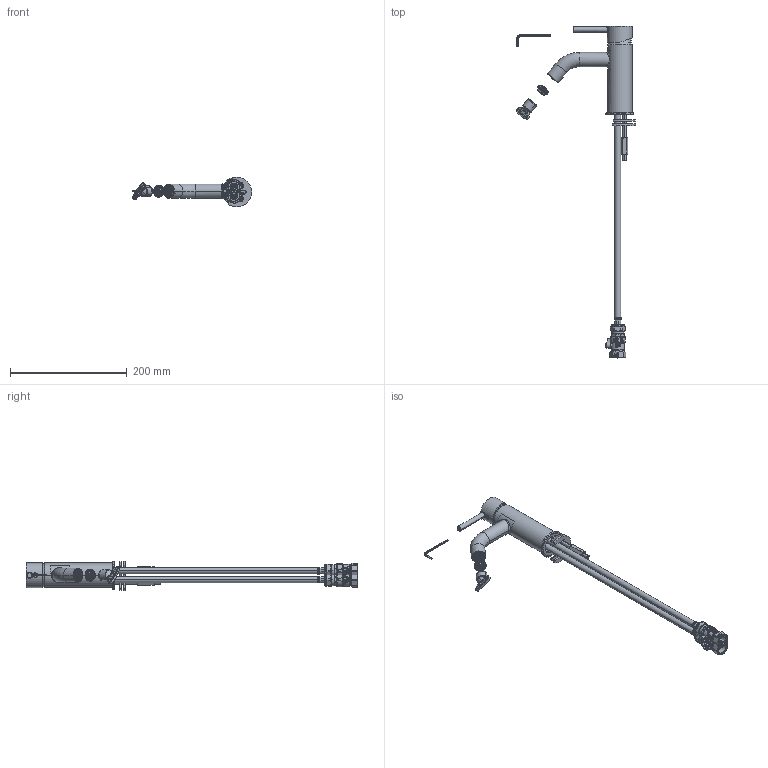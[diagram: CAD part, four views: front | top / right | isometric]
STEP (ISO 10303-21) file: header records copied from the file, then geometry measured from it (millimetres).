
FILE_DESCRIPTION((''),'2;1');
FILE_NAME('T23031-XX-ZGRS','2025-05-29T',('g1002013'),(''),'PRO/ENGINEER BY PARAMETRIC TECHNOLOGY CORPORATION, 2013410','PRO/ENGINEER BY PARAMETRIC TECHNOLOGY CORPORATION, 2013410','');
FILE_SCHEMA(('CONFIG_CONTROL_DESIGN'));
Products named in the file (27): CTYX0005; CTDZ0122; ATBX0087; ATBA0382; CTRR0163; ATBP0700; ATBQ0477-02; ATBQ0477-03; ATBQ0477-01; ATBQ0477-04; ATBQ0477; ATBQ1068-5; ATBQ1068-3; ATBQ1068-1; ATBQ1068-4; ATBQ1068-2; ATBQ1068-6; ATBQ1068; ATBA0436; CTKB0117; CTCP0366; CTHZ0662; CTST0084; CTCP0072; CTQP0086; CCQT0002; T23031-XX-ZGRS
Assembly tree (34 placements, depth 3):
  T23031-XX-ZGRS
    CTYX0005
    CTDZ0122
    ATBX0087  x2
    ATBA0382
    CTRR0163
    ATBP0700  x2
    ATBQ0477
      ATBQ0477-02
      ATBQ0477-03
      ATBQ0477-01  x2
      ATBQ0477-04  x2
    ATBQ1068  x2
      ATBQ1068-5
      ATBQ1068-3
      ATBQ1068-1
      ATBQ1068-4
      ATBQ1068-2
      ATBQ1068-6
    ATBA0436  x2
    CTKB0117
    CTCP0366
    CTHZ0662
    CTST0084
    CTCP0072
    CTQP0086
    CCQT0002
Bounding box: 203.54 x 567.64 x 50.71 mm (x, y, z)
Volume: 209027.3 mm3; surface area: 190813.5 mm2
Topology: 44 solids, 48 shells, 6556 faces, 18723 edges, 12049 vertices
Faces by surface type: cylinder 2837, plane 2753, cone 346, torus 291, bspline 262, sphere 61, extrusion 6
Entity records: 219795 total; most frequent: CARTESIAN_POINT 119661, ORIENTED_EDGE 22064, DIRECTION 18702, EDGE_CURVE 11032, VERTEX_POINT 7070, AXIS2_PLACEMENT_3D 7009, EDGE_LOOP 5142, VECTOR 4684
